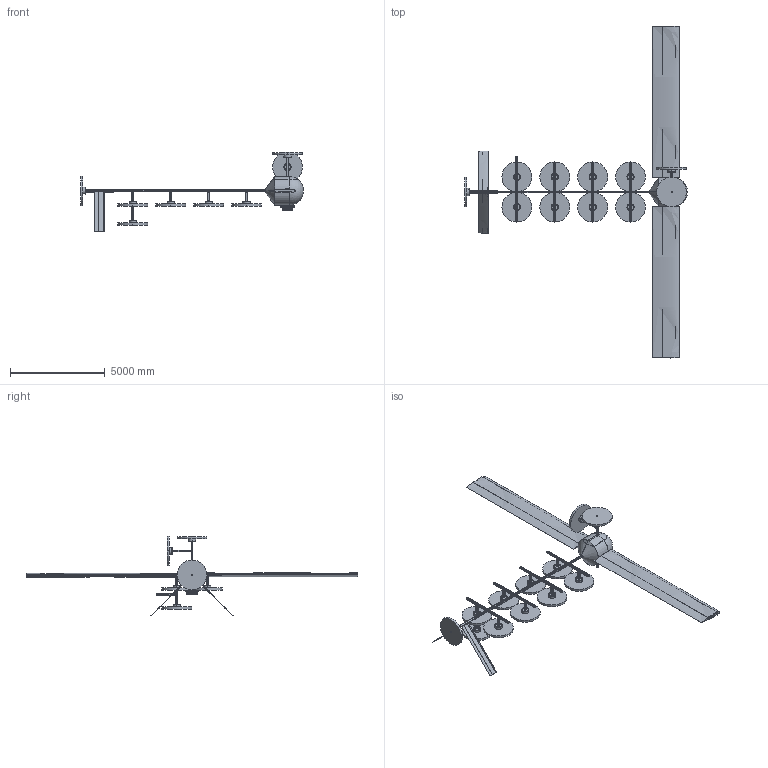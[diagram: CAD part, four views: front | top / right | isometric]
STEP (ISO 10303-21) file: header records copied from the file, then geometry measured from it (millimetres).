
FILE_DESCRIPTION((''),'2;1');
FILE_NAME('UAV_ASM','2022-08-16T17:16:07',('Administrator'),(''),'CREO PARAMETRIC BY PTC INC, 2019352','CREO PARAMETRIC BY PTC INC, 2019352','');
FILE_SCHEMA(('CONFIG_CONTROL_DESIGN'));
Products named in the file (83): ORIENT; FUSELAGE; CROSS_TOWER_BOTTOM; CROSS_TOWER_BOTTOM_TOP; CROSS_TOWER_BOTTOM_RIGHT; CROSS_TOWER_MIDDLE; CROSS_TOWER_MIDDLE_BOTTOM; CROSS_TOWER_TOP; CROSS_TOWER_TOP_RIGHT; CROSS_TOWER_TOP_TOP; CROSS_TOWER_TOP_BOTTOM; CROSS_TOWER_TOP_LEFT; CROSS_TOWER_MIDDLE_RIGHT; CROSS_TOWER_MIDDLE_TOP; CROSS_TOWER_MIDDLE_LEFT; CROSS_TOWER_BOTTOM_BOTTOM; CROSS_TOWER_BOTTOM_LEFT; PASSENGER1; RIGHT_WING; RIGHT_BATTERY; PASSENGER2; LEFT_WING; LEFT_BATTERY; CYLINDER_0; FORK_L_1; POST_L_1; FORK_POST_MP_1_MOTOR; FORK_POST_MP_1_PROP; FORK_R_1; POST_R_1; FORK_POST_MP_2_MOTOR; FORK_POST_MP_2_PROP; CYLINDER_1; FORK_R_2; POST_R_2; FORK_POST_MP_4_MOTOR; FORK_POST_MP_4_PROP; FORK_L_2; POST_L_2; FORK_POST_MP_3_MOTOR ...
Assembly tree (82 placements, depth 2):
  UAV_ASM
    ORIENT
    FUSELAGE
    CROSS_TOWER_BOTTOM
    CROSS_TOWER_BOTTOM_TOP
    CROSS_TOWER_BOTTOM_RIGHT
    CROSS_TOWER_MIDDLE
    CROSS_TOWER_MIDDLE_BOTTOM
    CROSS_TOWER_TOP
    CROSS_TOWER_TOP_RIGHT
    CROSS_TOWER_TOP_TOP
    CROSS_TOWER_TOP_BOTTOM
    CROSS_TOWER_TOP_LEFT
    CROSS_TOWER_MIDDLE_RIGHT
    CROSS_TOWER_MIDDLE_TOP
    CROSS_TOWER_MIDDLE_LEFT
    CROSS_TOWER_BOTTOM_BOTTOM
    CROSS_TOWER_BOTTOM_LEFT
    PASSENGER1
    RIGHT_WING
    RIGHT_BATTERY
    PASSENGER2
    LEFT_WING
    LEFT_BATTERY
    CYLINDER_0
    FORK_L_1
    POST_L_1
    FORK_POST_MP_1_MOTOR
    FORK_POST_MP_1_PROP
    FORK_R_1
    POST_R_1
    FORK_POST_MP_2_MOTOR
    FORK_POST_MP_2_PROP
    CYLINDER_1
    FORK_R_2
    POST_R_2
    FORK_POST_MP_4_MOTOR
    FORK_POST_MP_4_PROP
    FORK_L_2
    POST_L_2
    FORK_POST_MP_3_MOTOR
    FORK_POST_MP_3_PROP
    CYLINDER_2
    FORK_R_3
    POST_R_3
    FORK_POST_MP_6_MOTOR
    FORK_POST_MP_6_PROP
    CYLINDER_3
    WING_PAIR_1
    WING_PAIR_1_R
    WING_PAIR_1_L
    TAIL_TBAR_CROSS_MP_MOTOR
    TAIL_TBAR_CROSS_MP_PROP
    FORK_L_4
    POST_L_4
    FORK_POST_MP_7_MOTOR
    FORK_POST_MP_7_PROP
    FORK_L_5
    POST_L_5
    FORK_POST_MP_9_MOTOR
Bounding box: 11758.11 x 17520 x 4213.48 mm (x, y, z)
Volume: 7378932264.6 mm3; surface area: 230008888.2 mm2
Topology: 81 solids, 127 shells, 2422 faces, 4804 edges, 2678 vertices
Faces by surface type: cylinder 1418, plane 910, cone 61, bspline 20, sphere 9, torus 4
Entity records: 72156 total; most frequent: CARTESIAN_POINT 22628, DIRECTION 10376, ORIENTED_EDGE 9544, EDGE_CURVE 4772, AXIS2_PLACEMENT_3D 4280, VERTEX_POINT 2702, EDGE_LOOP 2500, FACE_OUTER_BOUND 2394
